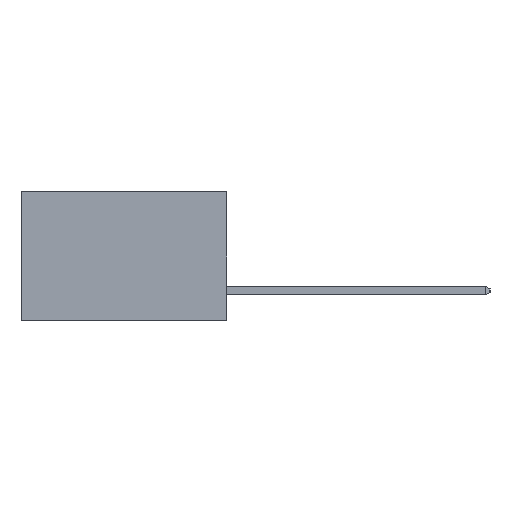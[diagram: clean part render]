
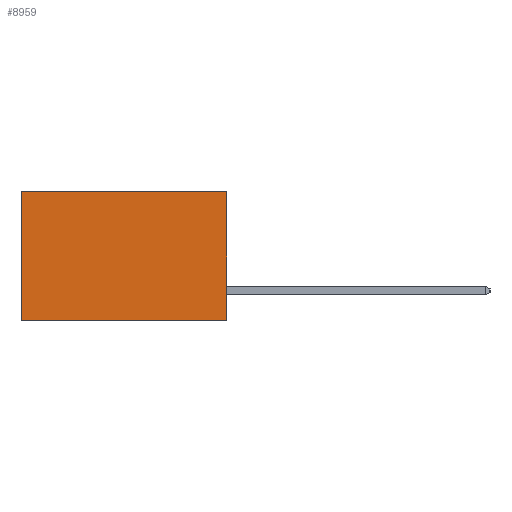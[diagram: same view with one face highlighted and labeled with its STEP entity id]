
A CAD part, left-side view. The second image highlights one B-rep face of the part: STEP entity #8959.
In plain terms, the highlighted planar face has unit normal (-1, 0, 0).
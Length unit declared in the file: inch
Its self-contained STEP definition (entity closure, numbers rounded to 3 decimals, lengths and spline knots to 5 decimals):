
#643 = ORIENTED_EDGE ( 'NONE', *, *, #9393, .T. ) ;
#1039 = VERTEX_POINT ( 'NONE', #15203 ) ;
#1135 = LINE ( 'NONE', #15520, #13866 ) ;
#2269 = LINE ( 'NONE', #16042, #18859 ) ;
#2366 = FACE_OUTER_BOUND ( 'NONE', #19280, .T. ) ;
#2500 = CARTESIAN_POINT ( 'NONE',  ( 0.277, 0.59, -0.37 ) ) ;
#2995 = CARTESIAN_POINT ( 'NONE',  ( 0.277, 0.59, 0. ) ) ;
#4167 = DIRECTION ( 'NONE',  ( 0., 0., -1. ) ) ;
#4460 = EDGE_CURVE ( 'NONE', #14602, #1039, #18095, .T. ) ;
#4504 = CARTESIAN_POINT ( 'NONE',  ( 0.277, 0.59, -0.37 ) ) ;
#4660 = ORIENTED_EDGE ( 'NONE', *, *, #5241, .F. ) ;
#5241 = EDGE_CURVE ( 'NONE', #1039, #12674, #2269, .T. ) ;
#5456 = AXIS2_PLACEMENT_3D ( 'NONE', #6439, #6350, #6333 ) ;
#6333 = DIRECTION ( 'NONE',  ( 0., 0., -1. ) ) ;
#6350 = DIRECTION ( 'NONE',  ( 1., 0., 0. ) ) ;
#6439 = CARTESIAN_POINT ( 'NONE',  ( 0.277, 0., -0.37 ) ) ;
#6700 = PLANE ( 'NONE',  #5456 ) ;
#7450 = EDGE_CURVE ( 'NONE', #14602, #10914, #1135, .T. ) ;
#8681 = CARTESIAN_POINT ( 'NONE',  ( 0.277, 0., 0. ) ) ;
#8959 = ADVANCED_FACE ( 'NONE', ( #2366 ), #6700, .F. ) ;
#9393 = EDGE_CURVE ( 'NONE', #10914, #12674, #11159, .T. ) ;
#10914 = VERTEX_POINT ( 'NONE', #2995 ) ;
#11159 = LINE ( 'NONE', #4504, #19453 ) ;
#12674 = VERTEX_POINT ( 'NONE', #2500 ) ;
#13441 = ORIENTED_EDGE ( 'NONE', *, *, #7450, .T. ) ;
#13866 = VECTOR ( 'NONE', #16216, 39.37008 ) ;
#14602 = VERTEX_POINT ( 'NONE', #8681 ) ;
#15132 = CARTESIAN_POINT ( 'NONE',  ( 0.277, 0., -0.37 ) ) ;
#15203 = CARTESIAN_POINT ( 'NONE',  ( 0.277, 0., -0.37 ) ) ;
#15224 = DIRECTION ( 'NONE',  ( 0., 0., -1. ) ) ;
#15520 = CARTESIAN_POINT ( 'NONE',  ( 0.277, 0., 0. ) ) ;
#15959 = ORIENTED_EDGE ( 'NONE', *, *, #4460, .F. ) ;
#16042 = CARTESIAN_POINT ( 'NONE',  ( 0.277, 0., -0.37 ) ) ;
#16216 = DIRECTION ( 'NONE',  ( 0., 1., 0. ) ) ;
#16255 = DIRECTION ( 'NONE',  ( 0., 1., 0. ) ) ;
#17587 = VECTOR ( 'NONE', #15224, 39.37008 ) ;
#18095 = LINE ( 'NONE', #15132, #17587 ) ;
#18859 = VECTOR ( 'NONE', #16255, 39.37008 ) ;
#19280 = EDGE_LOOP ( 'NONE', ( #643, #4660, #15959, #13441 ) ) ;
#19453 = VECTOR ( 'NONE', #4167, 39.37008 ) ;
